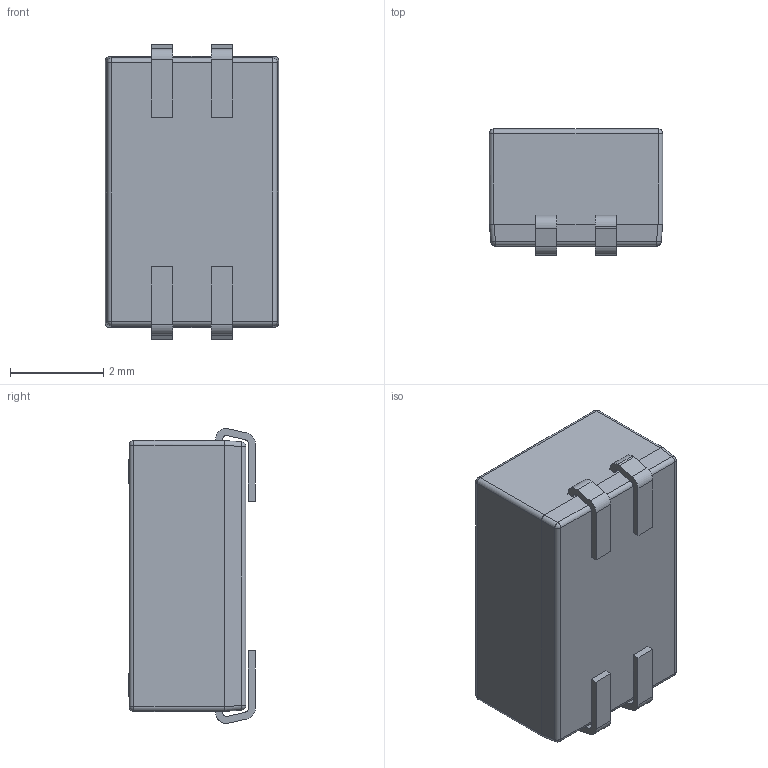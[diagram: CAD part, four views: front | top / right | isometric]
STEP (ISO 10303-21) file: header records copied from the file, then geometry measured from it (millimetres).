
FILE_DESCRIPTION (( 'STEP AP214' ), '1' );
FILE_NAME ('CTS-218-2LPSTJ.STEP', '2016-09-30T00:59:35', ( '' ), ( '' ), 'SwSTEP 2.0', 'SolidWorks 2016', '' );
FILE_SCHEMA (( 'AUTOMOTIVE_DESIGN' ));
Length unit declared in the file: millimetre
Products named in the file (1): CTS-218-2LPSTJ
Bounding box: 3.71 x 2.71 x 6.31 mm (x, y, z)
Volume: 53 mm3; surface area: 107.3 mm2
Topology: 1 solids, 1 shells, 180 faces, 471 edges, 298 vertices
Faces by surface type: plane 89, cylinder 44, bspline 39, sphere 8
Entity records: 8604 total; most frequent: CARTESIAN_POINT 3049, ORIENTED_EDGE 926, DIRECTION 721, EDGE_CURVE 463, VECTOR 309, LINE 309, VERTEX_POINT 298, AXIS2_PLACEMENT_3D 206
